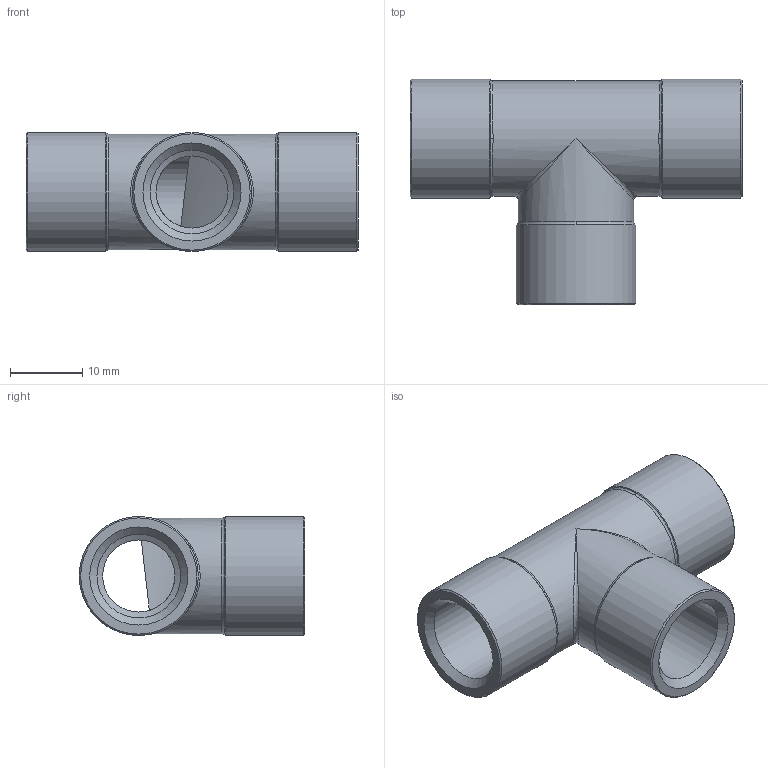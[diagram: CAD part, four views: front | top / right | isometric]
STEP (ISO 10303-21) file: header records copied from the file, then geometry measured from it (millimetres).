
FILE_DESCRIPTION(( 'RX.23.14.14HP.stp' ), '1');
FILE_NAME( 'RX.23.14.14HP.stp', '2019-06-19T16:40:06',( 'Sopra'),('sopra-pneumatic.com'), 'SwSTEP 2.0','SolidWorks 2009','' );
FILE_SCHEMA( ( 'CONFIG_CONTROL_DESIGN' ) );
Length unit declared in the file: millimetre
Products named in the file (1): <00X-0012>-<Raccordo3>
Bounding box: 46 x 31.25 x 16.5 mm (x, y, z)
Volume: 6754.4 mm3; surface area: 5470.1 mm2
Topology: 1 solids, 1 shells, 33 faces, 85 edges, 49 vertices
Faces by surface type: cone 12, cylinder 10, bspline 8, plane 3
Full cylindrical faces by diameter (mm): 10 x2, 11.6 x3, 16 x2, 16.5 x3
Entity records: 1160 total; most frequent: CARTESIAN_POINT 516, DIRECTION 130, ORIENTED_EDGE 94, AXIS2_PLACEMENT_3D 65, EDGE_LOOP 60, EDGE_CURVE 47, FACE_OUTER_BOUND 43, VERTEX_POINT 39
